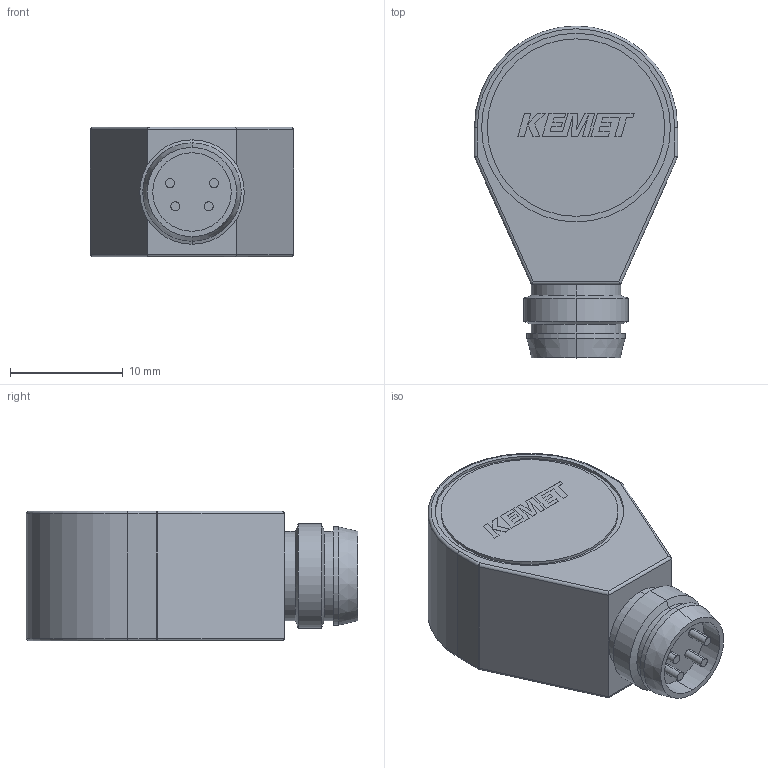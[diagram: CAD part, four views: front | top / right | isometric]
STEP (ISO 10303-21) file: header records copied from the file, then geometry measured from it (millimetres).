
FILE_DESCRIPTION (( 'STEP AP214' ), '1' );
FILE_NAME ('SV_KVSJ_L29.4T11.5D18L222.9.STEP', '2019-08-05T20:15:30', ( '' ), ( '' ), 'SwSTEP 2.0', 'SolidWorks 2014', '' );
FILE_SCHEMA (( 'AUTOMOTIVE_DESIGN' ));
Length unit declared in the file: millimetre
Products named in the file (1): SV_KVSJ_L29.4T11.5D18L222.9
Bounding box: 18 x 29.4 x 11.51 mm (x, y, z)
Volume: 3973.2 mm3; surface area: 1713.8 mm2
Topology: 1 solids, 1 shells, 124 faces, 295 edges, 186 vertices
Faces by surface type: plane 73, cylinder 39, cone 6, sphere 4, torus 2
Entity records: 4937 total; most frequent: CARTESIAN_POINT 618, DIRECTION 617, ORIENTED_EDGE 590, EDGE_CURVE 295, LINE 215, VECTOR 215, AXIS2_PLACEMENT_3D 201, VERTEX_POINT 186
